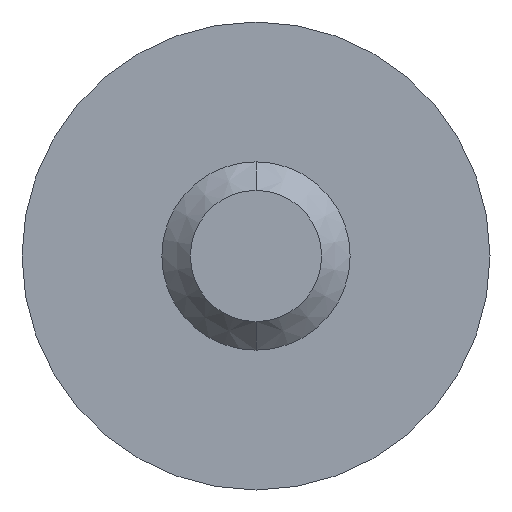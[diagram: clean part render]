
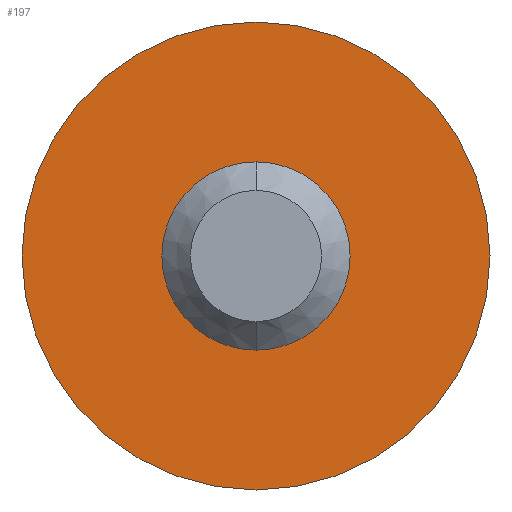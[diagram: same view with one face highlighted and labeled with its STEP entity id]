
A CAD part, front view. The second image highlights one B-rep face of the part: STEP entity #197.
In plain terms, the highlighted planar face has unit normal (0, -1, 0).
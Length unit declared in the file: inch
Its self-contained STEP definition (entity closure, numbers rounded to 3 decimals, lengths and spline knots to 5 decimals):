
#11 = CARTESIAN_POINT ( 'NONE',  ( 0., -0.25, -0.205 ) ) ;
#37 = VERTEX_POINT ( 'NONE', #11 ) ;
#40 = EDGE_CURVE ( 'NONE', #129, #37, #50, .T. ) ;
#46 = DIRECTION ( 'NONE',  ( 0., 0., 1. ) ) ;
#47 = DIRECTION ( 'NONE',  ( 0., 1., 0. ) ) ;
#48 = CARTESIAN_POINT ( 'NONE',  ( 0., -0.25, 0. ) ) ;
#49 = AXIS2_PLACEMENT_3D ( 'NONE', #48, #47, #46 ) ;
#50 = CIRCLE ( 'NONE', #49, 0.205 ) ;
#122 = VERTEX_POINT ( 'NONE', #376 ) ;
#125 = EDGE_CURVE ( 'NONE', #122, #126, #333, .T. ) ;
#126 = VERTEX_POINT ( 'NONE', #328 ) ;
#129 = VERTEX_POINT ( 'NONE', #323 ) ;
#162 = EDGE_LOOP ( 'NONE', ( #195, #190 ) ) ;
#190 = ORIENTED_EDGE ( 'NONE', *, *, #193, .F. ) ;
#191 = ORIENTED_EDGE ( 'NONE', *, *, #40, .F. ) ;
#192 = ORIENTED_EDGE ( 'NONE', *, *, #194, .F. ) ;
#193 = EDGE_CURVE ( 'NONE', #126, #122, #362, .T. ) ;
#194 = EDGE_CURVE ( 'NONE', #37, #129, #358, .T. ) ;
#195 = ORIENTED_EDGE ( 'NONE', *, *, #125, .F. ) ;
#197 = ADVANCED_FACE ( 'NONE', ( #353, #352 ), #351, .F. ) ;
#198 = EDGE_LOOP ( 'NONE', ( #192, #191 ) ) ;
#323 = CARTESIAN_POINT ( 'NONE',  ( 0., -0.25, 0.205 ) ) ;
#328 = CARTESIAN_POINT ( 'NONE',  ( 0., -0.25, 0.0825 ) ) ;
#329 = DIRECTION ( 'NONE',  ( 0., 0., 1. ) ) ;
#330 = DIRECTION ( 'NONE',  ( 0., -1., 0. ) ) ;
#331 = CARTESIAN_POINT ( 'NONE',  ( 0., -0.25, 0. ) ) ;
#332 = AXIS2_PLACEMENT_3D ( 'NONE', #331, #330, #329 ) ;
#333 = CIRCLE ( 'NONE', #332, 0.0825 ) ;
#347 = DIRECTION ( 'NONE',  ( 0., 0., 1. ) ) ;
#348 = DIRECTION ( 'NONE',  ( 0., 1., 0. ) ) ;
#349 = CARTESIAN_POINT ( 'NONE',  ( 0., -0.25, 0. ) ) ;
#350 = AXIS2_PLACEMENT_3D ( 'NONE', #349, #348, #347 ) ;
#351 = PLANE ( 'NONE',  #350 ) ;
#352 = FACE_BOUND ( 'NONE', #162, .T. ) ;
#353 = FACE_OUTER_BOUND ( 'NONE', #198, .T. ) ;
#354 = DIRECTION ( 'NONE',  ( 0., 0., 1. ) ) ;
#355 = DIRECTION ( 'NONE',  ( 0., 1., 0. ) ) ;
#356 = CARTESIAN_POINT ( 'NONE',  ( 0., -0.25, 0. ) ) ;
#357 = AXIS2_PLACEMENT_3D ( 'NONE', #356, #355, #354 ) ;
#358 = CIRCLE ( 'NONE', #357, 0.205 ) ;
#359 = DIRECTION ( 'NONE',  ( 0., 0., 1. ) ) ;
#360 = DIRECTION ( 'NONE',  ( 0., -1., 0. ) ) ;
#361 = AXIS2_PLACEMENT_3D ( 'NONE', #364, #360, #359 ) ;
#362 = CIRCLE ( 'NONE', #361, 0.0825 ) ;
#364 = CARTESIAN_POINT ( 'NONE',  ( 0., -0.25, 0. ) ) ;
#376 = CARTESIAN_POINT ( 'NONE',  ( 0., -0.25, -0.0825 ) ) ;
